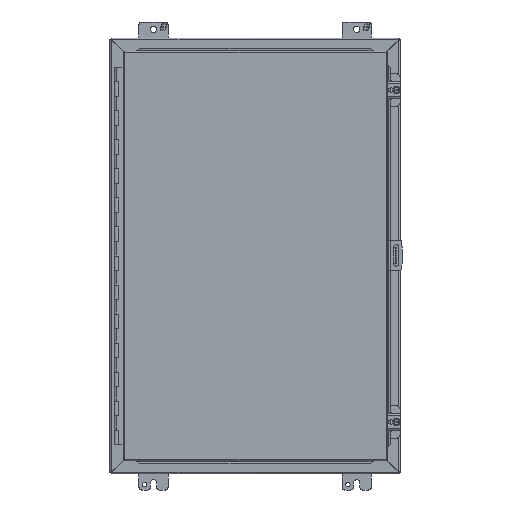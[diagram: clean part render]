
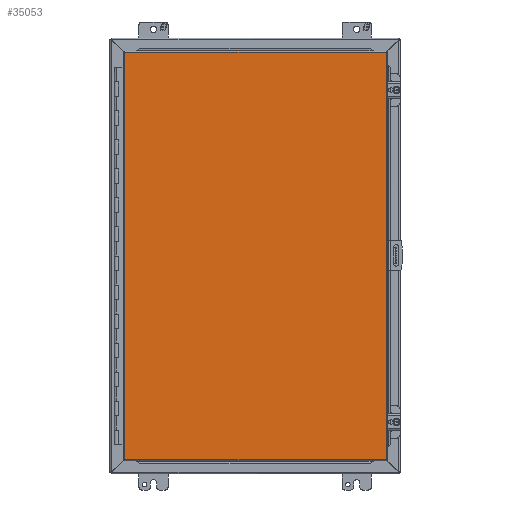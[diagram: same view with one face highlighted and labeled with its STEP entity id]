
A CAD part, front view. The second image highlights one B-rep face of the part: STEP entity #35053.
In plain terms, the highlighted planar face has unit normal (0, -1, 0).
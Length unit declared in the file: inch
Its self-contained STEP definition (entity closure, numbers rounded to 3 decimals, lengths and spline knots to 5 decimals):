
#3385 = CARTESIAN_POINT ( 'NONE',  ( -8.98426, -9.18504, -14.02376 ) ) ;
#4686 = ORIENTED_EDGE ( 'NONE', *, *, #25513, .T. ) ;
#5076 = VECTOR ( 'NONE', #24825, 39.37008 ) ;
#6565 = DIRECTION ( 'NONE',  ( -1., 0., 0. ) ) ;
#9727 = LINE ( 'NONE', #32812, #13903 ) ;
#12139 = FACE_OUTER_BOUND ( 'NONE', #20016, .T. ) ;
#13903 = VECTOR ( 'NONE', #35527, 39.37008 ) ;
#17880 = CARTESIAN_POINT ( 'NONE',  ( 9.04626, -9.18504, -14.02376 ) ) ;
#18129 = CARTESIAN_POINT ( 'NONE',  ( -8.98426, -9.18504, 14.02376 ) ) ;
#19222 = VERTEX_POINT ( 'NONE', #29488 ) ;
#20016 = EDGE_LOOP ( 'NONE', ( #4686, #42393, #29367, #34492 ) ) ;
#21907 = PLANE ( 'NONE',  #33557 ) ;
#23852 = VERTEX_POINT ( 'NONE', #45058 ) ;
#24690 = VERTEX_POINT ( 'NONE', #18129 ) ;
#24825 = DIRECTION ( 'NONE',  ( 1., 0., 0. ) ) ;
#25309 = CARTESIAN_POINT ( 'NONE',  ( -8.98426, -9.18504, -14.02376 ) ) ;
#25513 = EDGE_CURVE ( 'NONE', #19222, #24690, #9727, .T. ) ;
#25928 = VECTOR ( 'NONE', #43573, 39.37008 ) ;
#26015 = DIRECTION ( 'NONE',  ( 0., 1., 0. ) ) ;
#29367 = ORIENTED_EDGE ( 'NONE', *, *, #40128, .T. ) ;
#29488 = CARTESIAN_POINT ( 'NONE',  ( 9.04626, -9.18504, 14.02376 ) ) ;
#29775 = CARTESIAN_POINT ( 'NONE',  ( -8.98426, -9.18504, -14.02376 ) ) ;
#31289 = VECTOR ( 'NONE', #45059, 39.37008 ) ;
#32812 = CARTESIAN_POINT ( 'NONE',  ( -8.98426, -9.18504, 14.02376 ) ) ;
#33557 = AXIS2_PLACEMENT_3D ( 'NONE', #34479, #26015, #6565 ) ;
#34479 = CARTESIAN_POINT ( 'NONE',  ( -8.98426, -9.18504, -14.02376 ) ) ;
#34492 = ORIENTED_EDGE ( 'NONE', *, *, #46936, .T. ) ;
#35053 = ADVANCED_FACE ( 'NONE', ( #12139 ), #21907, .F. ) ;
#35527 = DIRECTION ( 'NONE',  ( -1., 0., 0. ) ) ;
#36296 = LINE ( 'NONE', #25309, #5076 ) ;
#36715 = LINE ( 'NONE', #17880, #25928 ) ;
#40128 = EDGE_CURVE ( 'NONE', #48010, #23852, #36296, .T. ) ;
#42393 = ORIENTED_EDGE ( 'NONE', *, *, #45648, .T. ) ;
#43573 = DIRECTION ( 'NONE',  ( 0., 0., 1. ) ) ;
#45058 = CARTESIAN_POINT ( 'NONE',  ( 9.04626, -9.18504, -14.02376 ) ) ;
#45059 = DIRECTION ( 'NONE',  ( 0., 0., -1. ) ) ;
#45648 = EDGE_CURVE ( 'NONE', #24690, #48010, #48270, .T. ) ;
#46936 = EDGE_CURVE ( 'NONE', #23852, #19222, #36715, .T. ) ;
#48010 = VERTEX_POINT ( 'NONE', #29775 ) ;
#48270 = LINE ( 'NONE', #3385, #31289 ) ;
